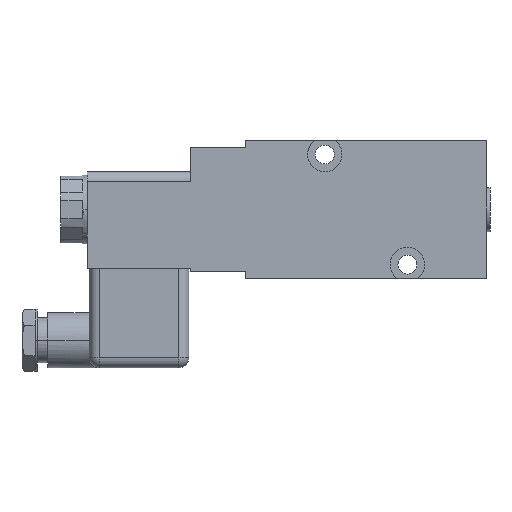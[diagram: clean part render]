
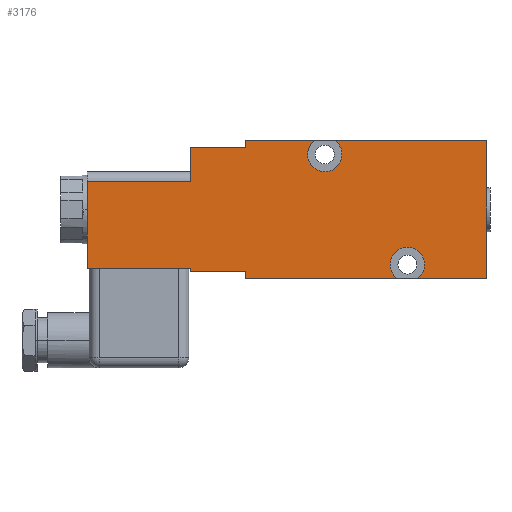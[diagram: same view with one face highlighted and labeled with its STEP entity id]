
A CAD part, top view. The second image highlights one B-rep face of the part: STEP entity #3176.
In plain terms, the highlighted planar face has unit normal (0, 0, 1).
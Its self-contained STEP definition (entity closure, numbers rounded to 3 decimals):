
#130=CIRCLE($,#3591,5.);
#131=CIRCLE($,#3592,5.);
#347=FACE_OUTER_BOUND($,#488,.T.);
#488=EDGE_LOOP($,(#2524,#2525,#2526,#2527,#2528,#2529,#2530,#2531,#2532,
#2533,#2534,#2535,#2536,#2537,#2538,#2539));
#653=LINE($,#5037,#994);
#654=LINE($,#5039,#995);
#655=LINE($,#5043,#996);
#656=LINE($,#5045,#997);
#657=LINE($,#5047,#998);
#658=LINE($,#5051,#999);
#659=LINE($,#5053,#1000);
#660=LINE($,#5055,#1001);
#661=LINE($,#5057,#1002);
#662=LINE($,#5059,#1003);
#663=LINE($,#5061,#1004);
#664=LINE($,#5063,#1005);
#665=LINE($,#5065,#1006);
#666=LINE($,#5066,#1007);
#994=VECTOR($,#3969,2.);
#995=VECTOR($,#3970,44.);
#996=VECTOR($,#3973,20.);
#997=VECTOR($,#3974,40.);
#998=VECTOR($,#3975,44.);
#999=VECTOR($,#3978,20.);
#1000=VECTOR($,#3979,2.);
#1001=VECTOR($,#3980,16.);
#1002=VECTOR($,#3981,10.);
#1003=VECTOR($,#3982,30.);
#1004=VECTOR($,#3983,25.);
#1005=VECTOR($,#3984,30.);
#1006=VECTOR($,#3985,1.);
#1007=VECTOR($,#3986,16.);
#1340=VERTEX_POINT($,#5035);
#1341=VERTEX_POINT($,#5036);
#1342=VERTEX_POINT($,#5038);
#1343=VERTEX_POINT($,#5040);
#1344=VERTEX_POINT($,#5042);
#1345=VERTEX_POINT($,#5044);
#1346=VERTEX_POINT($,#5046);
#1347=VERTEX_POINT($,#5048);
#1348=VERTEX_POINT($,#5050);
#1349=VERTEX_POINT($,#5052);
#1350=VERTEX_POINT($,#5054);
#1351=VERTEX_POINT($,#5056);
#1352=VERTEX_POINT($,#5058);
#1353=VERTEX_POINT($,#5060);
#1354=VERTEX_POINT($,#5062);
#1355=VERTEX_POINT($,#5064);
#1932=EDGE_CURVE($,#1340,#1341,#653,.T.);
#1933=EDGE_CURVE($,#1341,#1342,#654,.T.);
#1934=EDGE_CURVE($,#1342,#1343,#130,.T.);
#1935=EDGE_CURVE($,#1343,#1344,#655,.T.);
#1936=EDGE_CURVE($,#1344,#1345,#656,.T.);
#1937=EDGE_CURVE($,#1345,#1346,#657,.T.);
#1938=EDGE_CURVE($,#1346,#1347,#131,.T.);
#1939=EDGE_CURVE($,#1347,#1348,#658,.T.);
#1940=EDGE_CURVE($,#1348,#1349,#659,.T.);
#1941=EDGE_CURVE($,#1349,#1350,#660,.T.);
#1942=EDGE_CURVE($,#1350,#1351,#661,.T.);
#1943=EDGE_CURVE($,#1351,#1352,#662,.T.);
#1944=EDGE_CURVE($,#1352,#1353,#663,.T.);
#1945=EDGE_CURVE($,#1353,#1354,#664,.T.);
#1946=EDGE_CURVE($,#1354,#1355,#665,.T.);
#1947=EDGE_CURVE($,#1355,#1340,#666,.T.);
#2524=ORIENTED_EDGE($,*,*,#1932,.T.);
#2525=ORIENTED_EDGE($,*,*,#1933,.T.);
#2526=ORIENTED_EDGE($,*,*,#1934,.T.);
#2527=ORIENTED_EDGE($,*,*,#1935,.T.);
#2528=ORIENTED_EDGE($,*,*,#1936,.T.);
#2529=ORIENTED_EDGE($,*,*,#1937,.T.);
#2530=ORIENTED_EDGE($,*,*,#1938,.T.);
#2531=ORIENTED_EDGE($,*,*,#1939,.T.);
#2532=ORIENTED_EDGE($,*,*,#1940,.T.);
#2533=ORIENTED_EDGE($,*,*,#1941,.T.);
#2534=ORIENTED_EDGE($,*,*,#1942,.T.);
#2535=ORIENTED_EDGE($,*,*,#1943,.T.);
#2536=ORIENTED_EDGE($,*,*,#1944,.T.);
#2537=ORIENTED_EDGE($,*,*,#1945,.T.);
#2538=ORIENTED_EDGE($,*,*,#1946,.T.);
#2539=ORIENTED_EDGE($,*,*,#1947,.T.);
#3100=PLANE($,#3590);
#3176=ADVANCED_FACE($,(#347),#3100,.T.);
#3590=AXIS2_PLACEMENT_3D($,#5034,#3967,#3968);
#3591=AXIS2_PLACEMENT_3D($,#5041,#3971,#3972);
#3592=AXIS2_PLACEMENT_3D($,#5049,#3976,#3977);
#3967=DIRECTION('center_axis',(0.,0.,1.));
#3968=DIRECTION('ref_axis',(1.,0.,0.));
#3969=DIRECTION($,(0.,-1.,0.));
#3970=DIRECTION($,(1.,0.,0.));
#3971=DIRECTION('center_axis',(0.,0.,-1.));
#3972=DIRECTION('ref_axis',(-0.6,-0.8,0.));
#3973=DIRECTION($,(1.,0.,0.));
#3974=DIRECTION($,(0.,1.,0.));
#3975=DIRECTION($,(-1.,0.,0.));
#3976=DIRECTION('center_axis',(0.,0.,-1.));
#3977=DIRECTION('ref_axis',(0.6,0.8,0.));
#3978=DIRECTION($,(-1.,0.,0.));
#3979=DIRECTION($,(0.,-1.,0.));
#3980=DIRECTION($,(-1.,0.,0.));
#3981=DIRECTION($,(0.,-1.,0.));
#3982=DIRECTION($,(-1.,0.,0.));
#3983=DIRECTION($,(0.,-1.,0.));
#3984=DIRECTION($,(1.,0.,0.));
#3985=DIRECTION($,(0.,-1.,0.));
#3986=DIRECTION($,(1.,0.,0.));
#5034=CARTESIAN_POINT('Origin',(-62.,-43.256,52.311));
#5035=CARTESIAN_POINT('',(-74.,-41.256,52.311));
#5036=CARTESIAN_POINT('',(-74.,-43.256,52.311));
#5037=CARTESIAN_POINT($,(-74.,-41.256,52.311));
#5038=CARTESIAN_POINT('',(-30.,-43.256,52.311));
#5039=CARTESIAN_POINT($,(-74.,-43.256,52.311));
#5040=CARTESIAN_POINT('',(-24.,-43.256,52.311));
#5041=CARTESIAN_POINT('Origin',(-27.,-39.256,52.311));
#5042=CARTESIAN_POINT('',(-4.,-43.256,52.311));
#5043=CARTESIAN_POINT($,(-24.,-43.256,52.311));
#5044=CARTESIAN_POINT('',(-4.,-3.256,52.311));
#5045=CARTESIAN_POINT($,(-4.,-43.256,52.311));
#5046=CARTESIAN_POINT('',(-48.,-3.256,52.311));
#5047=CARTESIAN_POINT($,(-4.,-3.256,52.311));
#5048=CARTESIAN_POINT('',(-54.,-3.256,52.311));
#5049=CARTESIAN_POINT('Origin',(-51.,-7.256,52.311));
#5050=CARTESIAN_POINT('',(-74.,-3.256,52.311));
#5051=CARTESIAN_POINT($,(-54.,-3.256,52.311));
#5052=CARTESIAN_POINT('',(-74.,-5.256,52.311));
#5053=CARTESIAN_POINT($,(-74.,-3.256,52.311));
#5054=CARTESIAN_POINT('',(-90.,-5.256,52.311));
#5055=CARTESIAN_POINT($,(-74.,-5.256,52.311));
#5056=CARTESIAN_POINT('',(-90.,-15.256,52.311));
#5057=CARTESIAN_POINT($,(-90.,-5.256,52.311));
#5058=CARTESIAN_POINT('',(-120.,-15.256,52.311));
#5059=CARTESIAN_POINT($,(-90.,-15.256,52.311));
#5060=CARTESIAN_POINT('',(-120.,-40.256,52.311));
#5061=CARTESIAN_POINT($,(-120.,-15.256,52.311));
#5062=CARTESIAN_POINT('',(-90.,-40.256,52.311));
#5063=CARTESIAN_POINT($,(-120.,-40.256,52.311));
#5064=CARTESIAN_POINT('',(-90.,-41.256,52.311));
#5065=CARTESIAN_POINT($,(-90.,-40.256,52.311));
#5066=CARTESIAN_POINT($,(-90.,-41.256,52.311));
